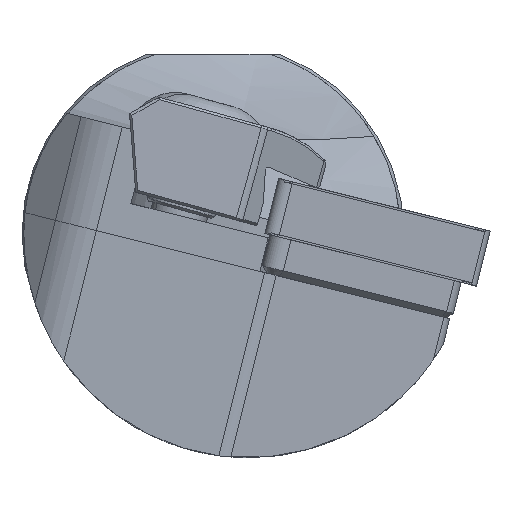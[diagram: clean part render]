
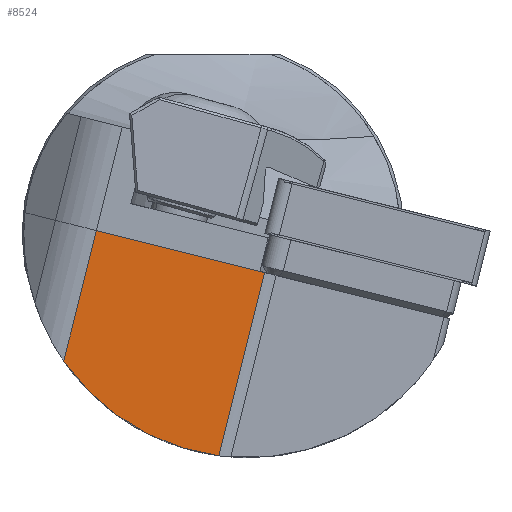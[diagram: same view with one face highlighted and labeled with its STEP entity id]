
A CAD part, left-side view. The second image highlights one B-rep face of the part: STEP entity #8524.
In plain terms, the highlighted planar face has unit normal (-1, 0, 0).
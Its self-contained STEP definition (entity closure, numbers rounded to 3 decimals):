
#362 = CARTESIAN_POINT ( 'NONE',  ( -203.149, 96.722, -390.401 ) ) ;
#438 = ORIENTED_EDGE ( 'NONE', *, *, #5315, .F. ) ;
#481 = CARTESIAN_POINT ( 'NONE',  ( -203.149, 0.242, -3.442 ) ) ;
#557 = ORIENTED_EDGE ( 'NONE', *, *, #10317, .T. ) ;
#1179 = CARTESIAN_POINT ( 'NONE',  ( -203.149, 110.829, -386.884 ) ) ;
#1189 = VERTEX_POINT ( 'NONE', #8069 ) ;
#2050 = CARTESIAN_POINT ( 'NONE',  ( -203.149, 4.072, -18.802 ) ) ;
#2055 = ORIENTED_EDGE ( 'NONE', *, *, #11542, .T. ) ;
#2522 = LINE ( 'NONE', #1179, #7770 ) ;
#2607 = ORIENTED_EDGE ( 'NONE', *, *, #5406, .F. ) ;
#2620 = VERTEX_POINT ( 'NONE', #2837 ) ;
#2837 = CARTESIAN_POINT ( 'NONE',  ( -203.149, 17.079, -10.87 ) ) ;
#2900 = VERTEX_POINT ( 'NONE', #2050 ) ;
#3068 = LINE ( 'NONE', #11866, #7721 ) ;
#3072 = EDGE_LOOP ( 'NONE', ( #2607, #438, #8215, #557, #2055 ) ) ;
#3539 = VERTEX_POINT ( 'NONE', #11194 ) ;
#4008 = DIRECTION ( 'NONE',  ( 0., 1., 0. ) ) ;
#4093 = PLANE ( 'NONE',  #7003 ) ;
#4413 = LINE ( 'NONE', #5896, #6884 ) ;
#4647 = DIRECTION ( 'NONE',  ( -1., 0., 0. ) ) ;
#5315 = EDGE_CURVE ( 'NONE', #2620, #3539, #2522, .T. ) ;
#5406 = EDGE_CURVE ( 'NONE', #3539, #1189, #4413, .T. ) ;
#5432 = EDGE_CURVE ( 'NONE', #2620, #2900, #8768, .T. ) ;
#5896 = CARTESIAN_POINT ( 'NONE',  ( -203.149, 0.242, -3.442 ) ) ;
#5901 = DIRECTION ( 'NONE',  ( 1., 0., 0. ) ) ;
#5966 = DIRECTION ( 'NONE',  ( 0., 0.97, 0.242 ) ) ;
#6326 = DIRECTION ( 'NONE',  ( 0., -0.242, 0.97 ) ) ;
#6815 = DIRECTION ( 'NONE',  ( 0., -0.97, -0.242 ) ) ;
#6884 = VECTOR ( 'NONE', #6815, 1000. ) ;
#7003 = AXIS2_PLACEMENT_3D ( 'NONE', #362, #5901, #4008 ) ;
#7059 = LINE ( 'NONE', #481, #8103 ) ;
#7412 = CARTESIAN_POINT ( 'NONE',  ( -203.149, 1.627, -0.162 ) ) ;
#7721 = VECTOR ( 'NONE', #6326, 1000. ) ;
#7770 = VECTOR ( 'NONE', #8678, 1000. ) ;
#8069 = CARTESIAN_POINT ( 'NONE',  ( -203.149, 0.642, -3.342 ) ) ;
#8103 = VECTOR ( 'NONE', #5966, 1000. ) ;
#8215 = ORIENTED_EDGE ( 'NONE', *, *, #5432, .T. ) ;
#8277 = VERTEX_POINT ( 'NONE', #9085 ) ;
#8524 = ADVANCED_FACE ( 'NONE', ( #10085 ), #4093, .F. ) ;
#8678 = DIRECTION ( 'NONE',  ( 0., -0.242, 0.97 ) ) ;
#8768 = CIRCLE ( 'NONE', #9656, 18.8 ) ;
#9085 = CARTESIAN_POINT ( 'NONE',  ( -203.149, 0.242, -3.442 ) ) ;
#9656 = AXIS2_PLACEMENT_3D ( 'NONE', #7412, #4647, #10225 ) ;
#10085 = FACE_OUTER_BOUND ( 'NONE', #3072, .T. ) ;
#10225 = DIRECTION ( 'NONE',  ( 0., 1., 0. ) ) ;
#10317 = EDGE_CURVE ( 'NONE', #2900, #8277, #3068, .T. ) ;
#11194 = CARTESIAN_POINT ( 'NONE',  ( -203.149, 14.349, 0.076 ) ) ;
#11542 = EDGE_CURVE ( 'NONE', #8277, #1189, #7059, .T. ) ;
#11866 = CARTESIAN_POINT ( 'NONE',  ( -203.149, 96.722, -390.401 ) ) ;
